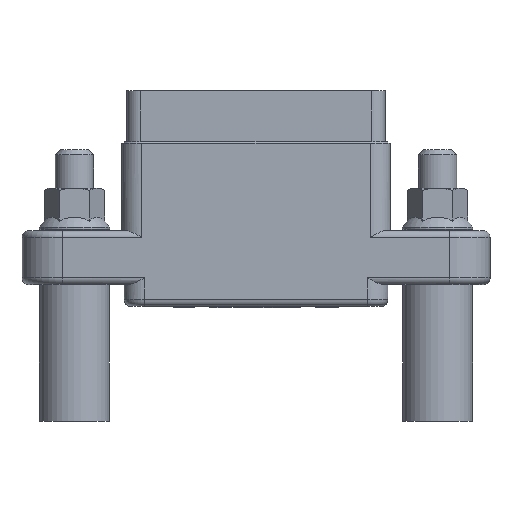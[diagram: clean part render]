
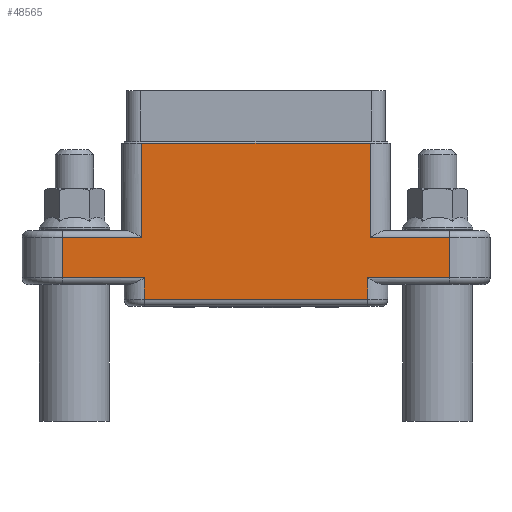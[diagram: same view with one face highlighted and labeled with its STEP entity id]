
A CAD part, top view. The second image highlights one B-rep face of the part: STEP entity #48565.
In plain terms, the highlighted planar face has unit normal (0, 0, 1).
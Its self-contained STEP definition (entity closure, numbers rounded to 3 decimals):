
#112=DIRECTION('',(1.,0.,0.));
#113=VECTOR('',#112,5.9);
#114=CARTESIAN_POINT('',(-14.4,3.5,10.25));
#115=LINE('',#114,#113);
#138=DIRECTION('',(0.,-1.,0.));
#139=VECTOR('',#138,7.);
#140=CARTESIAN_POINT('',(-8.5,10.5,10.25));
#141=LINE('',#140,#139);
#174=DIRECTION('',(1.,0.,0.));
#175=VECTOR('',#174,17.);
#176=CARTESIAN_POINT('',(-8.5,10.5,10.25));
#177=LINE('',#176,#175);
#231=DIRECTION('',(0.,1.,0.));
#232=VECTOR('',#231,7.);
#233=CARTESIAN_POINT('',(8.5,3.5,10.25));
#234=LINE('',#233,#232);
#366=DIRECTION('',(-1.,0.,0.));
#367=VECTOR('',#366,6.1);
#368=CARTESIAN_POINT('',(14.4,0.5,10.25));
#369=LINE('',#368,#367);
#411=DIRECTION('',(0.,-1.,0.));
#412=VECTOR('',#411,3.);
#413=CARTESIAN_POINT('',(14.4,3.5,10.25));
#414=LINE('',#413,#412);
#460=DIRECTION('',(1.,0.,0.));
#461=VECTOR('',#460,5.9);
#462=CARTESIAN_POINT('',(8.5,3.5,10.25));
#463=LINE('',#462,#461);
#477=DIRECTION('',(0.,1.,0.));
#478=VECTOR('',#477,1.6);
#479=CARTESIAN_POINT('',(8.3,-1.1,10.25));
#480=LINE('',#479,#478);
#2074=DIRECTION('',(0.,-1.,0.));
#2075=VECTOR('',#2074,1.6);
#2076=CARTESIAN_POINT('',(-8.3,0.5,10.25));
#2077=LINE('',#2076,#2075);
#2086=DIRECTION('',(-1.,0.,0.));
#2087=VECTOR('',#2086,6.1);
#2088=CARTESIAN_POINT('',(-8.3,0.5,10.25));
#2089=LINE('',#2088,#2087);
#2197=DIRECTION('',(0.,-1.,0.));
#2198=VECTOR('',#2197,3.);
#2199=CARTESIAN_POINT('',(-14.4,3.5,10.25));
#2200=LINE('',#2199,#2198);
#2209=DIRECTION('',(-1.,0.,0.));
#2210=VECTOR('',#2209,16.6);
#2211=CARTESIAN_POINT('',(8.3,-1.1,10.25));
#2212=LINE('',#2211,#2210);
#39618=CARTESIAN_POINT('',(8.5,10.5,10.25));
#39620=VERTEX_POINT('',#39618);
#39634=CARTESIAN_POINT('',(-8.5,10.5,10.25));
#39635=VERTEX_POINT('',#39634);
#39902=CARTESIAN_POINT('',(-14.4,3.5,10.25));
#39903=CARTESIAN_POINT('',(-8.5,3.5,10.25));
#39904=VERTEX_POINT('',#39902);
#39905=VERTEX_POINT('',#39903);
#39944=CARTESIAN_POINT('',(14.4,3.5,10.25));
#39945=VERTEX_POINT('',#39944);
#39948=CARTESIAN_POINT('',(8.5,3.5,10.25));
#39949=VERTEX_POINT('',#39948);
#39950=CARTESIAN_POINT('',(14.4,0.5,10.25));
#39951=CARTESIAN_POINT('',(8.3,0.5,10.25));
#39952=VERTEX_POINT('',#39950);
#39953=VERTEX_POINT('',#39951);
#39992=CARTESIAN_POINT('',(-14.4,0.5,10.25));
#39993=VERTEX_POINT('',#39992);
#39996=CARTESIAN_POINT('',(-8.3,0.5,10.25));
#39997=VERTEX_POINT('',#39996);
#40012=CARTESIAN_POINT('',(8.3,-1.1,10.25));
#40013=VERTEX_POINT('',#40012);
#40016=CARTESIAN_POINT('',(-8.3,-1.1,10.25));
#40017=VERTEX_POINT('',#40016);
#48535=CARTESIAN_POINT('',(-17.4,0.,10.25));
#48536=DIRECTION('',(0.,0.,1.));
#48537=DIRECTION('',(1.,0.,0.));
#48538=AXIS2_PLACEMENT_3D('',#48535,#48536,#48537);
#48539=PLANE('',#48538);
#48540=ORIENTED_EDGE('',*,*,#48525,.T.);
#48542=ORIENTED_EDGE('',*,*,#48541,.F.);
#48544=ORIENTED_EDGE('',*,*,#48543,.T.);
#48546=ORIENTED_EDGE('',*,*,#48545,.F.);
#48548=ORIENTED_EDGE('',*,*,#48547,.T.);
#48550=ORIENTED_EDGE('',*,*,#48549,.T.);
#48552=ORIENTED_EDGE('',*,*,#48551,.T.);
#48554=ORIENTED_EDGE('',*,*,#48553,.F.);
#48556=ORIENTED_EDGE('',*,*,#48555,.T.);
#48558=ORIENTED_EDGE('',*,*,#48557,.F.);
#48560=ORIENTED_EDGE('',*,*,#48559,.T.);
#48562=ORIENTED_EDGE('',*,*,#48561,.F.);
#48563=EDGE_LOOP('',(#48540,#48542,#48544,#48546,#48548,#48550,#48552,#48554,
#48556,#48558,#48560,#48562));
#48564=FACE_OUTER_BOUND('',#48563,.F.);
#48565=ADVANCED_FACE('',(#48564),#48539,.T.);
#48525=EDGE_CURVE('',#39904,#39905,#115,.T.);
#48541=EDGE_CURVE('',#39635,#39905,#141,.T.);
#48543=EDGE_CURVE('',#39635,#39620,#177,.T.);
#48545=EDGE_CURVE('',#39949,#39620,#234,.T.);
#48547=EDGE_CURVE('',#39949,#39945,#463,.T.);
#48549=EDGE_CURVE('',#39945,#39952,#414,.T.);
#48551=EDGE_CURVE('',#39952,#39953,#369,.T.);
#48553=EDGE_CURVE('',#40013,#39953,#480,.T.);
#48555=EDGE_CURVE('',#40013,#40017,#2212,.T.);
#48557=EDGE_CURVE('',#39997,#40017,#2077,.T.);
#48559=EDGE_CURVE('',#39997,#39993,#2089,.T.);
#48561=EDGE_CURVE('',#39904,#39993,#2200,.T.);
